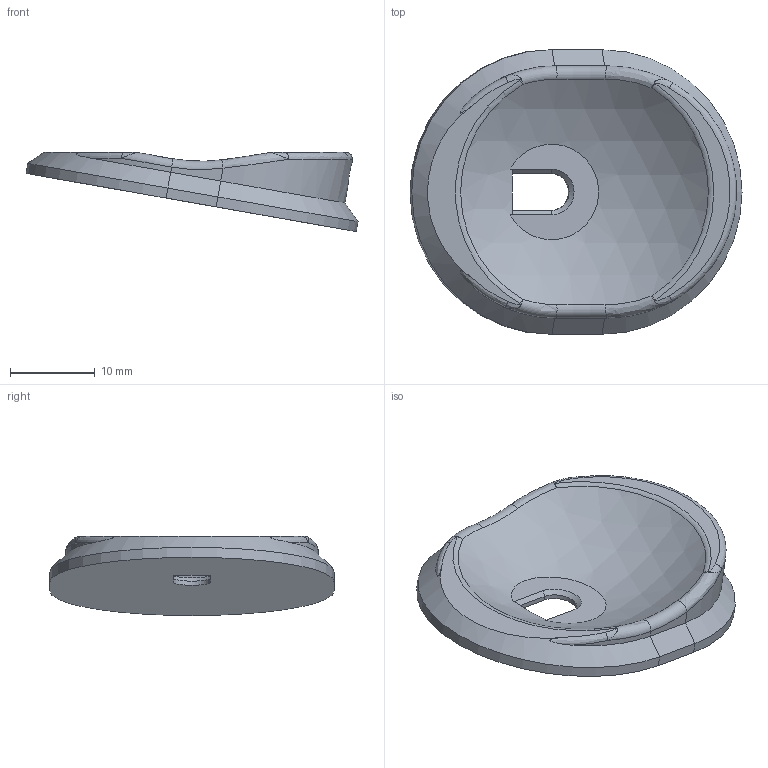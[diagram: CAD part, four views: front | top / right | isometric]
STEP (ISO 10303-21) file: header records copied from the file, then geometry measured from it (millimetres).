
FILE_DESCRIPTION(/* description */ ('STEP AP242','CAx-IF Rec.Pracs.---Representation and Presentation of Product Manufacturing Information (PMI)---4.0---2014-10-13','CAx-IF Rec.Pracs.---3D Tessellated Geometry---0.4---2014-09-14','2;1'),/* implementation_level */ '2;1');
FILE_NAME(/* name */ '67ab41b0c450525a7ad53b55',/* time_stamp */ '2025-02-11T12:25:21Z',/* author */ (''),/* organization */ (''),/* preprocessor_version */ 'ST-DEVELOPER v20',/* originating_system */ 'ONSHAPE BY PTC INC, 1.193',/* authorisation */ ' ');
FILE_SCHEMA (('AP242_MANAGED_MODEL_BASED_3D_ENGINEERING_MIM_LF { 1 0 10303 442 1 1 4 }'));
Length unit declared in the file: metre
Products named in the file (1): Sensor Hub
Bounding box: 39.21 x 33.6 x 9.35 mm (x, y, z)
Volume: 3699.3 mm3; surface area: 2714.5 mm2
Topology: 1 solids, 1 shells, 48 faces, 114 edges, 65 vertices
Faces by surface type: plane 15, bspline 14, cylinder 9, torus 6, cone 3, sphere 1
Entity records: 2090 total; most frequent: CARTESIAN_POINT 1059, ORIENTED_EDGE 216, DIRECTION 203, EDGE_CURVE 108, AXIS2_PLACEMENT_3D 84, VERTEX_POINT 64, EDGE_LOOP 52, FACE_BOUND 52
